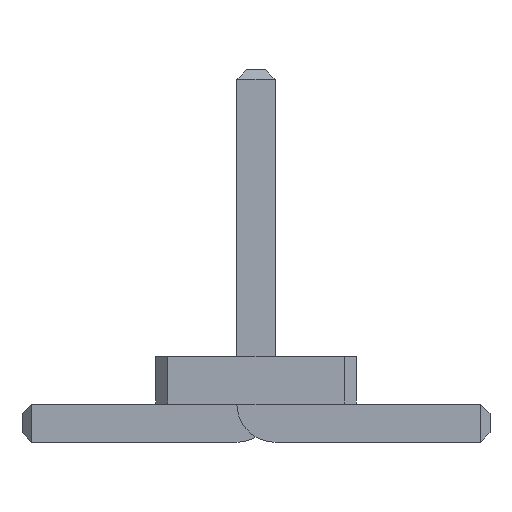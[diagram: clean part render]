
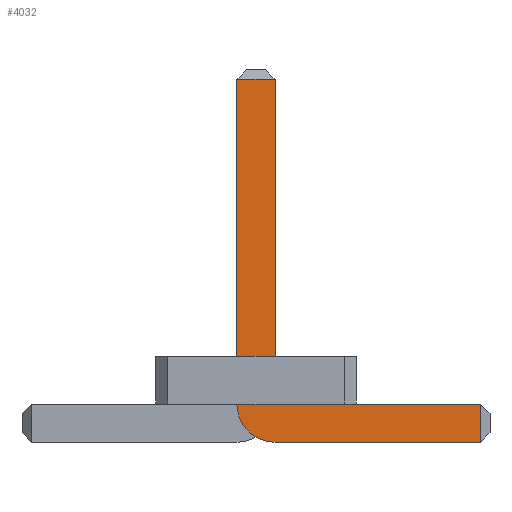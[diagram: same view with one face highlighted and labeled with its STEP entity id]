
A CAD part, front view. The second image highlights one B-rep face of the part: STEP entity #4032.
In plain terms, the highlighted planar face has unit normal (0, -1, 0).
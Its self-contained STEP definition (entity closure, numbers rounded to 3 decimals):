
#13=DIRECTION('',(0.,0.,1.));
#67=DIRECTION('',(1.,0.,0.));
#1808=VECTOR('',#67,1.);
#1819=DIRECTION('',(0.,1.,0.));
#1861=DIRECTION('',(-1.,0.,0.));
#3599=VECTOR('',#1861,1.);
#3840=DIRECTION('',(-0.,1.,0.));
#3841=DIRECTION('',(0.,0.,-1.));
#3848=VECTOR('',#3849,1.);
#3849=DIRECTION('',(0.,0.,1.));
#3860=VECTOR('',#3841,1.);
#3878=VERTEX_POINT('',#3879);
#3879=CARTESIAN_POINT('',(2.35,-19.25,0.));
#3882=ORIENTED_EDGE('',*,*,#3883,.T.);
#3883=EDGE_CURVE('',#3878,#3884,#3886,.T.);
#3884=VERTEX_POINT('',#3885);
#3885=CARTESIAN_POINT('',(0.2,-19.25,0.));
#3886=LINE('',#3887,#3599);
#3887=CARTESIAN_POINT('',(2.45,-19.25,0.));
#3926=VERTEX_POINT('',#3927);
#3927=CARTESIAN_POINT('',(-0.2,-19.25,0.4));
#3930=EDGE_CURVE('',#3884,#3926,#3931,.T.);
#3931=CIRCLE('',#3932,0.4);
#3932=AXIS2_PLACEMENT_3D('',#3933,#3840,#3841);
#3933=CARTESIAN_POINT('',(0.2,-19.25,0.4));
#3942=VERTEX_POINT('',#3933);
#3944=ORIENTED_EDGE('',*,*,#3945,.T.);
#3945=EDGE_CURVE('',#3942,#3946,#3948,.T.);
#3946=VERTEX_POINT('',#3947);
#3947=CARTESIAN_POINT('',(2.35,-19.25,0.4));
#3948=LINE('',#3933,#1808);
#3958=ORIENTED_EDGE('',*,*,#3959,.T.);
#3959=EDGE_CURVE('',#3926,#3960,#3962,.T.);
#3960=VERTEX_POINT('',#3961);
#3961=CARTESIAN_POINT('',(-0.2,-19.25,3.8));
#3962=LINE('',#3963,#3848);
#3963=CARTESIAN_POINT('',(-0.2,-19.25,0.));
#3976=VERTEX_POINT('',#3977);
#3977=CARTESIAN_POINT('',(0.2,-19.25,3.8));
#3979=ORIENTED_EDGE('',*,*,#3980,.T.);
#3980=EDGE_CURVE('',#3976,#3942,#3981,.T.);
#3981=LINE('',#3982,#3860);
#3982=CARTESIAN_POINT('',(0.2,-19.25,3.9));
#4032=ADVANCED_FACE('',(#4033),#4042,.F.);
#4033=FACE_BOUND('',#4034,.F.);
#4034=EDGE_LOOP('',(#3882,#4035,#3958,#4036,#3979,#3944,#4039));
#4035=ORIENTED_EDGE('',*,*,#3930,.T.);
#4036=ORIENTED_EDGE('',*,*,#4037,.T.);
#4037=EDGE_CURVE('',#3960,#3976,#4038,.T.);
#4038=LINE('',#3961,#1808);
#4039=ORIENTED_EDGE('',*,*,#4040,.T.);
#4040=EDGE_CURVE('',#3946,#3878,#4041,.T.);
#4041=LINE('',#3947,#3860);
#4042=PLANE('',#4043);
#4043=AXIS2_PLACEMENT_3D('',#4044,#1819,#13);
#4044=CARTESIAN_POINT('',(0.524,-19.25,1.349));
